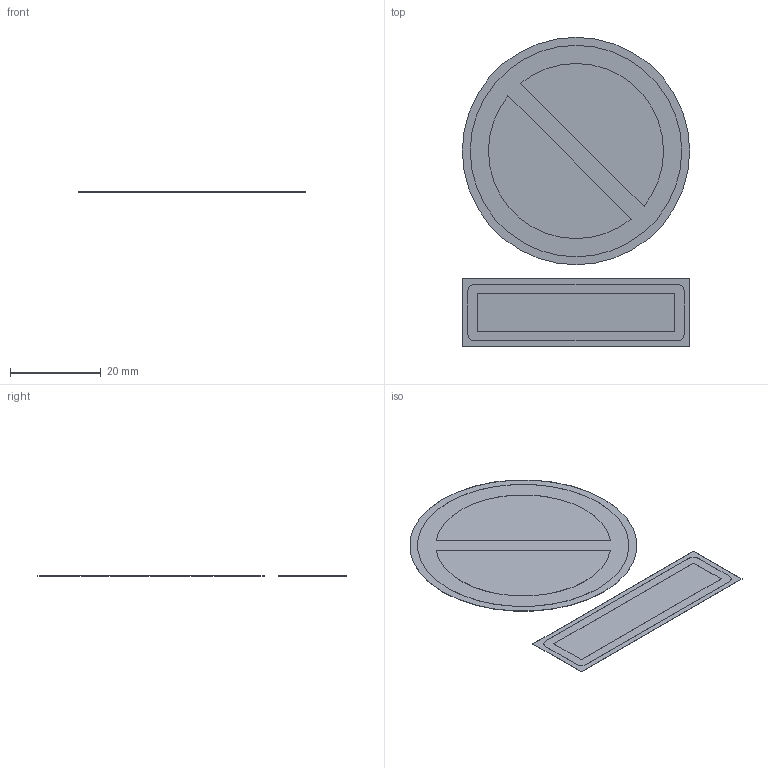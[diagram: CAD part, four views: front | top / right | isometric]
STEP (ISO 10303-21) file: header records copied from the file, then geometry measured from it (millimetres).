
FILE_DESCRIPTION(('CATIA V5 STEP Exchange','CAx-IF Rec.Pracs.--- Model Styling and Organization---1.4--- 2014-01-23'),'2;1');
FILE_NAME ('1461214-6_0', '2022-10-01T09:04:41+00:00', ('none'), ('Weidmueller'), 'CATIA Version 5-6 Release 2016 SP3 HF44', 'CATIA V5 STEP AP214', 'none');
FILE_SCHEMA(('AUTOMOTIVE_DESIGN { 1 0 10303 214 1 1 1 1 }'));
Length unit declared in the file: millimetre
Products named in the file (1): 77917_THM_SE-P_50_RT-WS
Bounding box: 50 x 68 x 0.07 mm (x, y, z)
Volume: 153.9 mm3; surface area: 5452.5 mm2
Topology: 2 solids, 2 shells, 33 faces, 72 edges, 48 vertices
Faces by surface type: plane 23, cylinder 10
Entity records: 914 total; most frequent: CARTESIAN_POINT 146, ORIENTED_EDGE 144, DIRECTION 122, EDGE_CURVE 72, VECTOR 52, LINE 52, VERTEX_POINT 48, AXIS2_PLACEMENT_3D 46
